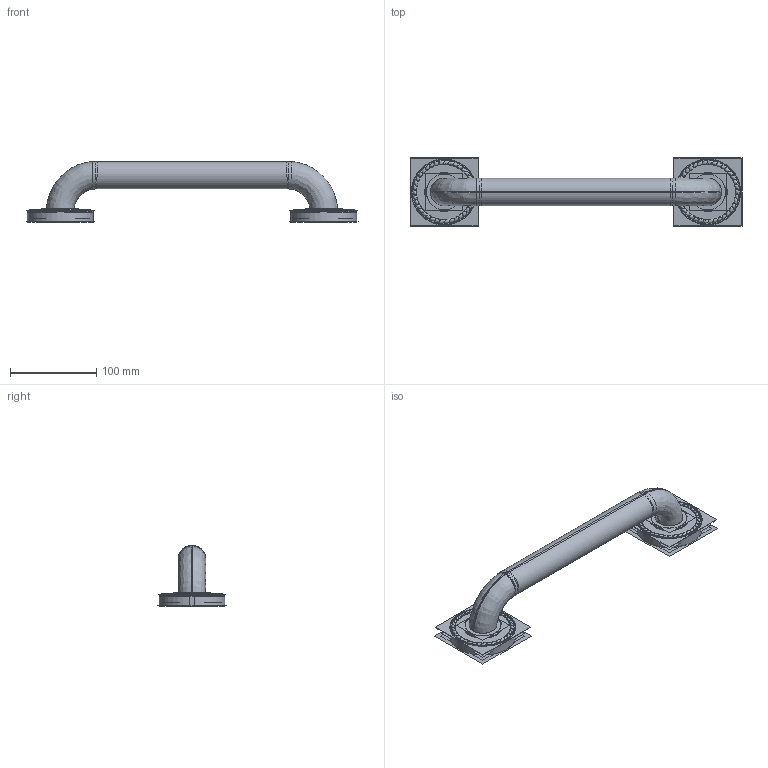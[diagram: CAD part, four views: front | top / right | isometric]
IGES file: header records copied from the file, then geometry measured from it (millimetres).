
Start section:  PTC IGES file: 1020-3912_asm.igs
Global section: file name: 1020-3912_asm.igs; native system: Creo Parametric by Parametric Technology Corporation; preprocessor: 2013150; author: rsmith; organization: Unknown; date: 20170717.144637; units: inch
Bounding box: 384.05 x 79.27 x 70.64 mm (x, y, z)
Surface area: 1268200.4 mm2 (no closed solid volume)
Topology: 0 solids, 0 shells, 1544 faces, 26612 edges, 35104 vertices
Faces by surface type: revolution 848, bspline 508, extrusion 188
